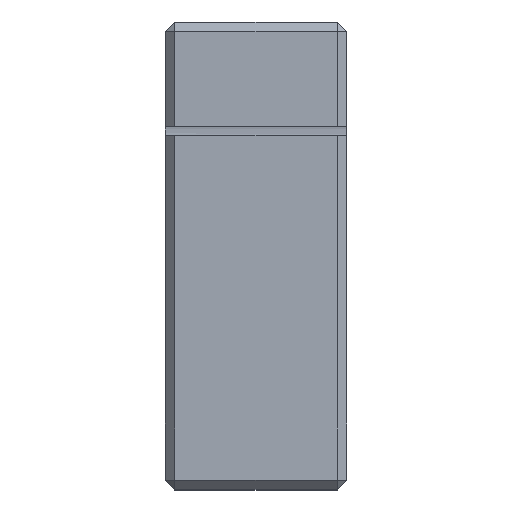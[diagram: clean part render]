
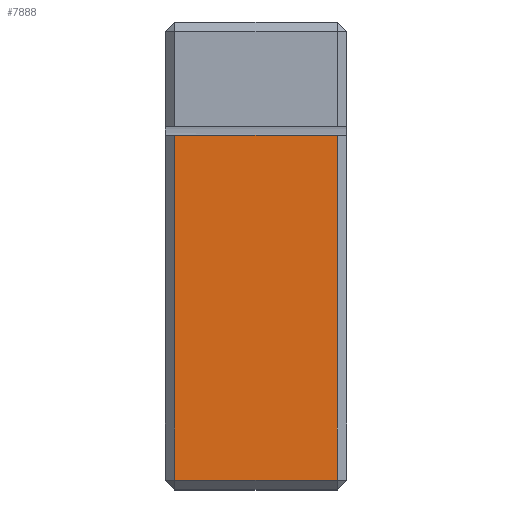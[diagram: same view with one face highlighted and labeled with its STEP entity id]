
A CAD part, top view. The second image highlights one B-rep face of the part: STEP entity #7888.
In plain terms, the highlighted free-form (B-spline) face has degree [1, 1] with [2, 2] control points.
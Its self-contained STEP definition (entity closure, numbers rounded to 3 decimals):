
#7888 = ADVANCED_FACE('',(#7889),#7919,.T.);
#7889 = FACE_BOUND('',#7890,.T.);
#7890 = EDGE_LOOP('',(#7891,#7900,#7907,#7914));
#7891 = ORIENTED_EDGE('',*,*,#7892,.T.);
#7892 = EDGE_CURVE('',#7893,#7895,#7897,.T.);
#7893 = VERTEX_POINT('',#7894);
#7894 = CARTESIAN_POINT('',(-2.302,-6.344,
    6.6));
#7895 = VERTEX_POINT('',#7896);
#7896 = CARTESIAN_POINT('',(2.302,-6.344,
    6.6));
#7897 = B_SPLINE_CURVE_WITH_KNOTS('',1,(#7898,#7899),.UNSPECIFIED.,.F.,
  .F.,(2,2),(0.,4.5),.PIECEWISE_BEZIER_KNOTS.);
#7898 = CARTESIAN_POINT('',(-2.302,-6.344,
    6.6));
#7899 = CARTESIAN_POINT('',(2.302,-6.344,
    6.6));
#7900 = ORIENTED_EDGE('',*,*,#7901,.T.);
#7901 = EDGE_CURVE('',#7895,#7902,#7904,.T.);
#7902 = VERTEX_POINT('',#7903);
#7903 = CARTESIAN_POINT('',(2.302,3.402,6.6
    ));
#7904 = B_SPLINE_CURVE_WITH_KNOTS('',1,(#7905,#7906),.UNSPECIFIED.,.F.,
  .F.,(2,2),(0.,9.525),.PIECEWISE_BEZIER_KNOTS.);
#7905 = CARTESIAN_POINT('',(2.302,-6.344,
    6.6));
#7906 = CARTESIAN_POINT('',(2.302,3.402,6.6
    ));
#7907 = ORIENTED_EDGE('',*,*,#7908,.T.);
#7908 = EDGE_CURVE('',#7902,#7909,#7911,.T.);
#7909 = VERTEX_POINT('',#7910);
#7910 = CARTESIAN_POINT('',(-2.302,3.402,
    6.6));
#7911 = B_SPLINE_CURVE_WITH_KNOTS('',1,(#7912,#7913),.UNSPECIFIED.,.F.,
  .F.,(2,2),(0.,4.5),.PIECEWISE_BEZIER_KNOTS.);
#7912 = CARTESIAN_POINT('',(2.302,3.402,6.6
    ));
#7913 = CARTESIAN_POINT('',(-2.302,3.402,
    6.6));
#7914 = ORIENTED_EDGE('',*,*,#7915,.T.);
#7915 = EDGE_CURVE('',#7909,#7893,#7916,.T.);
#7916 = B_SPLINE_CURVE_WITH_KNOTS('',1,(#7917,#7918),.UNSPECIFIED.,.F.,
  .F.,(2,2),(0.,9.525),.PIECEWISE_BEZIER_KNOTS.);
#7917 = CARTESIAN_POINT('',(-2.302,3.402,
    6.6));
#7918 = CARTESIAN_POINT('',(-2.302,-6.344,
    6.6));
#7919 = B_SPLINE_SURFACE_WITH_KNOTS('',1,1,(
    (#7920,#7921)
    ,(#7922,#7923
    )),.UNSPECIFIED.,.F.,.F.,.F.,(2,2),(2,2),(0.,1.),(0.,1.),
  .PIECEWISE_BEZIER_KNOTS.);
#7920 = CARTESIAN_POINT('',(-2.302,-6.344,
    6.6));
#7921 = CARTESIAN_POINT('',(-2.302,3.402,
    6.6));
#7922 = CARTESIAN_POINT('',(2.302,-6.344,
    6.6));
#7923 = CARTESIAN_POINT('',(2.302,3.402,6.6
    ));
